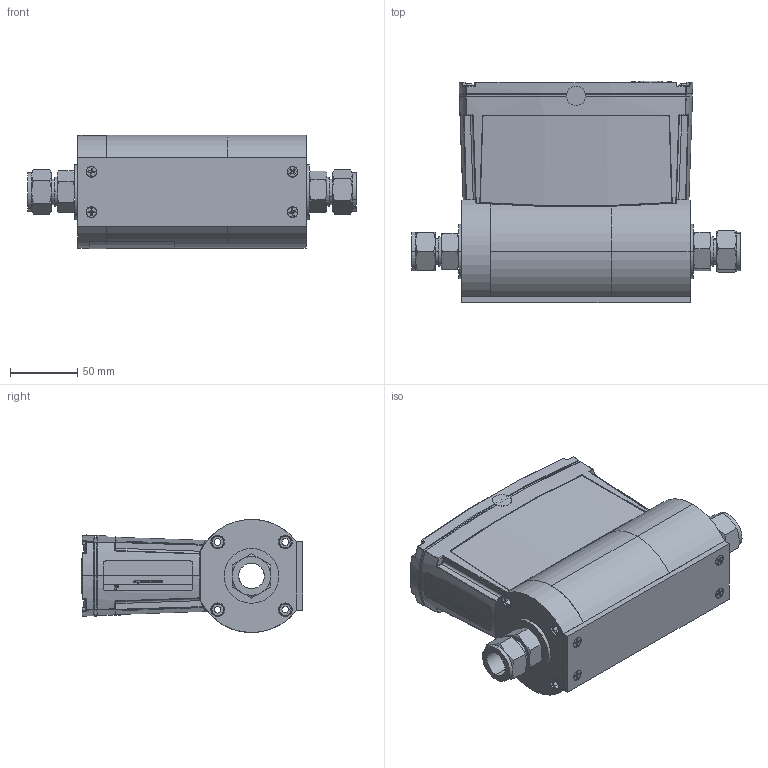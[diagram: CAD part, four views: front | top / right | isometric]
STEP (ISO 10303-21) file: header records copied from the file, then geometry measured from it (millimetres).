
FILE_DESCRIPTION (( 'STEP AP214' ), '1' );
FILE_NAME ('IE1000-.75TUBE-15Pin-5VDC.STEP', '2016-05-27T19:27:48', ( '' ), ( '' ), 'SwSTEP 2.0', 'SolidWorks 2015', '' );
FILE_SCHEMA (( 'AUTOMOTIVE_DESIGN' ));
Length unit declared in the file: inch
Products named in the file (1): IE1000-.75TUBE-15Pin-5VDC
Bounding box: 244.14 x 164.64 x 84.2 mm (x, y, z)
Surface area: 155576.1 mm2 (no closed solid volume)
Topology: 0 solids, 76 shells, 914 faces, 3415 edges, 2484 vertices
Faces by surface type: plane 398, cylinder 161, torus 112, cone 111, bspline 82, sphere 50
Entity records: 52225 total; most frequent: CARTESIAN_POINT 13223, DIRECTION 5554, ORIENTED_EDGE 5000, EDGE_CURVE 3378, VERTEX_POINT 2466, AXIS2_PLACEMENT_3D 2063, LINE 1428, VECTOR 1428
